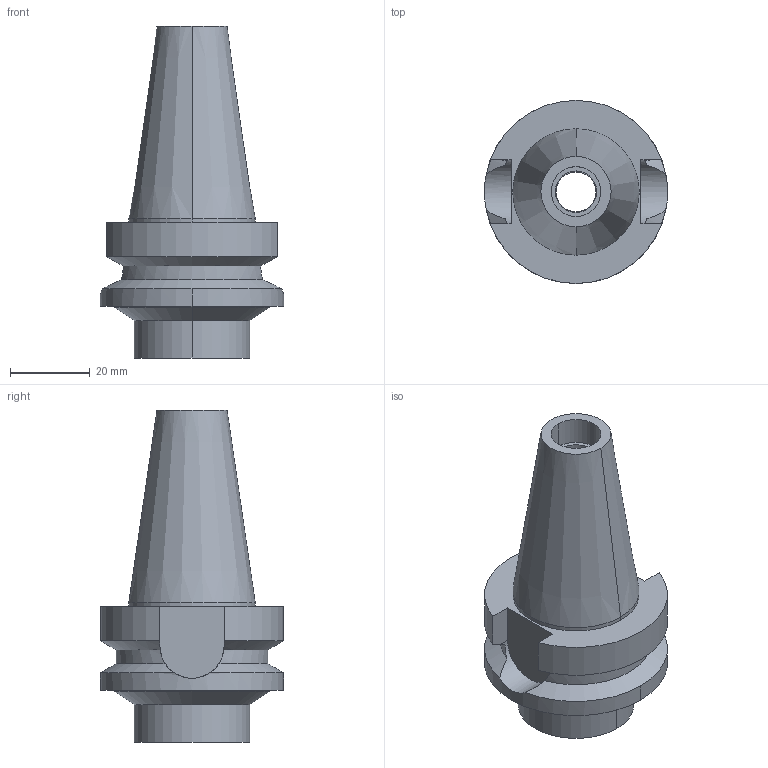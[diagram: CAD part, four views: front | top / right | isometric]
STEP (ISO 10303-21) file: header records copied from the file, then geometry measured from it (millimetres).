
FILE_DESCRIPTION((''),'2;1');
FILE_NAME('BBT30-M16-29-35','2020-04-08T',('ykawabe'),(''),'CREO PARAMETRIC BY PTC INC, 2016380','CREO PARAMETRIC BY PTC INC, 2016380','');
FILE_SCHEMA(('AUTOMOTIVE_DESIGN { 1 0 10303 214 1 1 1 1 }'));
Length unit declared in the file: millimetre
Products named in the file (1): BBT30-M16-29-35
Bounding box: 46 x 46 x 83.4 mm (x, y, z)
Volume: 52904.1 mm3; surface area: 14336.8 mm2
Topology: 1 solids, 1 shells, 52 faces, 131 edges, 87 vertices
Faces by surface type: cylinder 26, plane 14, cone 12
Entity records: 2305 total; most frequent: CARTESIAN_POINT 363, DIRECTION 292, ORIENTED_EDGE 262, PRESENTATION_STYLE_ASSIGNMENT 136, STYLED_ITEM 136, CURVE_STYLE 135, EDGE_CURVE 131, AXIS2_PLACEMENT_3D 123
